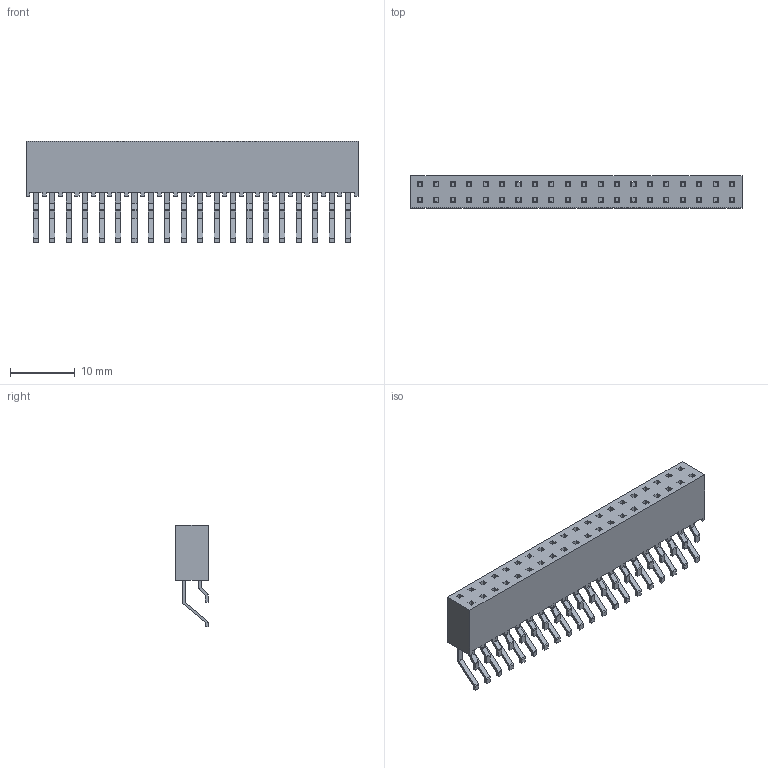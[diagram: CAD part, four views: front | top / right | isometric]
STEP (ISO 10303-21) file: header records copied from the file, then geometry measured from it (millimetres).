
FILE_DESCRIPTION( ( 'STEP AP214' ), '1' );
FILE_NAME( 'SMH-120-02-T-D.stp', '2020-03-04T13:39:20', ( '' ), ( '' ), ' ', 'PARTsolutions', ' ' );
FILE_SCHEMA( ( 'AUTOMOTIVE_DESIGN { 1 0 10303 214 1 1 1 1 }' ) );
Length unit declared in the file: inch
Products named in the file (3): SMH-120-02-T-D; _SMH-120-D_socket; _C-08-03-20-D_SMH
Assembly tree (2 placements, depth 2):
  SMH-120-02-T-D
    _SMH-120-D_socket
    _C-08-03-20-D_SMH
Bounding box: 51.31 x 4.95 x 15.75 mm (x, y, z)
Volume: 2218 mm3; surface area: 4616.8 mm2
Topology: 2 solids, 2 shells, 976 faces, 2916 edges, 1944 vertices
Faces by surface type: plane 816, cylinder 160
Entity records: 40462 total; most frequent: CARTESIAN_POINT 5839, ORIENTED_EDGE 5832, DIRECTION 5194, EDGE_CURVE 2916, LINE 2596, VECTOR 2596, VERTEX_POINT 1944, AXIS2_PLACEMENT_3D 1299
